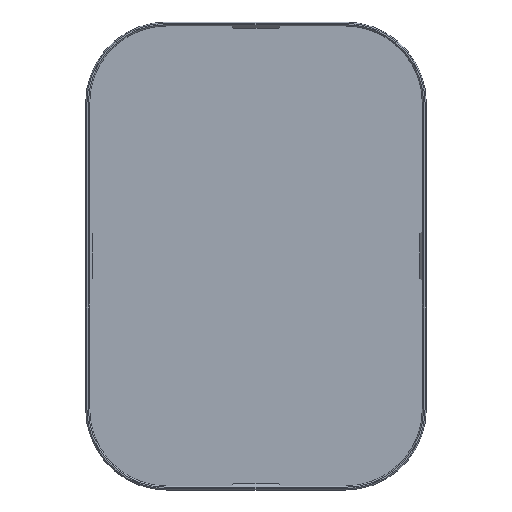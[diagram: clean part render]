
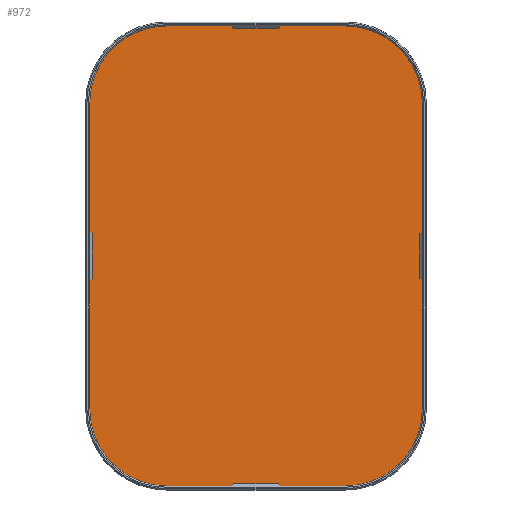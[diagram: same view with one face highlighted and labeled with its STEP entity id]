
A CAD part, top view. The second image highlights one B-rep face of the part: STEP entity #972.
In plain terms, the highlighted planar face has unit normal (0, 0, 1).
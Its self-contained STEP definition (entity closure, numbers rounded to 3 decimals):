
#36=CIRCLE('',#1004,31.4);
#37=CIRCLE('',#1007,31.4);
#54=CIRCLE('',#1066,31.4);
#55=CIRCLE('',#1069,31.4);
#126=FACE_OUTER_BOUND('',#190,.T.);
#190=EDGE_LOOP('',(#867,#868,#869,#870,#871,#872,#873,#874));
#210=LINE('',#1412,#314);
#217=LINE('',#1428,#321);
#288=LINE('',#1608,#392);
#292=LINE('',#1617,#396);
#314=VECTOR('',#1133,10.);
#321=VECTOR('',#1146,10.);
#392=VECTOR('',#1329,10.);
#396=VECTOR('',#1339,10.);
#415=VERTEX_POINT('',#1404);
#416=VERTEX_POINT('',#1406);
#417=VERTEX_POINT('',#1410);
#422=VERTEX_POINT('',#1422);
#423=VERTEX_POINT('',#1426);
#476=VERTEX_POINT('',#1607);
#477=VERTEX_POINT('',#1611);
#478=VERTEX_POINT('',#1615);
#504=EDGE_CURVE('',#416,#415,#36,.T.);
#507=EDGE_CURVE('',#415,#417,#210,.T.);
#513=EDGE_CURVE('',#417,#422,#37,.T.);
#515=EDGE_CURVE('',#422,#423,#217,.T.);
#602=EDGE_CURVE('',#476,#416,#288,.T.);
#605=EDGE_CURVE('',#423,#477,#54,.T.);
#607=EDGE_CURVE('',#477,#478,#292,.T.);
#608=EDGE_CURVE('',#478,#476,#55,.T.);
#867=ORIENTED_EDGE('',*,*,#602,.T.);
#868=ORIENTED_EDGE('',*,*,#504,.T.);
#869=ORIENTED_EDGE('',*,*,#507,.T.);
#870=ORIENTED_EDGE('',*,*,#513,.T.);
#871=ORIENTED_EDGE('',*,*,#515,.T.);
#872=ORIENTED_EDGE('',*,*,#605,.T.);
#873=ORIENTED_EDGE('',*,*,#607,.T.);
#874=ORIENTED_EDGE('',*,*,#608,.T.);
#913=PLANE('',#1073);
#972=ADVANCED_FACE('',(#126),#913,.T.);
#1004=AXIS2_PLACEMENT_3D('',#1407,#1127,#1128);
#1007=AXIS2_PLACEMENT_3D('',#1424,#1141,#1142);
#1066=AXIS2_PLACEMENT_3D('',#1613,#1334,#1335);
#1069=AXIS2_PLACEMENT_3D('',#1619,#1342,#1343);
#1073=AXIS2_PLACEMENT_3D('',#1625,#1352,#1353);
#1127=DIRECTION('center_axis',(0.,0.,1.));
#1128=DIRECTION('ref_axis',(0.,-1.,0.));
#1133=DIRECTION('',(0.,1.,0.));
#1141=DIRECTION('center_axis',(0.,0.,1.));
#1142=DIRECTION('ref_axis',(1.,0.,0.));
#1146=DIRECTION('',(-1.,0.,0.));
#1329=DIRECTION('',(1.,0.,0.));
#1334=DIRECTION('center_axis',(0.,0.,1.));
#1335=DIRECTION('ref_axis',(0.,1.,0.));
#1339=DIRECTION('',(0.,-1.,0.));
#1342=DIRECTION('center_axis',(0.,0.,1.));
#1343=DIRECTION('ref_axis',(-1.,0.,0.));
#1352=DIRECTION('center_axis',(0.,0.,1.));
#1353=DIRECTION('ref_axis',(1.,0.,0.));
#1404=CARTESIAN_POINT('',(67.9,-62.5,0.));
#1406=CARTESIAN_POINT('',(36.5,-93.9,0.));
#1407=CARTESIAN_POINT('Origin',(36.5,-62.5,0.));
#1410=CARTESIAN_POINT('',(67.9,62.5,0.));
#1412=CARTESIAN_POINT('',(67.9,31.25,0.));
#1422=CARTESIAN_POINT('',(36.5,93.9,0.));
#1424=CARTESIAN_POINT('Origin',(36.5,62.5,0.));
#1426=CARTESIAN_POINT('',(-36.5,93.9,0.));
#1428=CARTESIAN_POINT('',(-18.25,93.9,0.));
#1607=CARTESIAN_POINT('',(-36.5,-93.9,0.));
#1608=CARTESIAN_POINT('',(18.25,-93.9,0.));
#1611=CARTESIAN_POINT('',(-67.9,62.5,0.));
#1613=CARTESIAN_POINT('Origin',(-36.5,62.5,0.));
#1615=CARTESIAN_POINT('',(-67.9,-62.5,0.));
#1617=CARTESIAN_POINT('',(-67.9,-31.25,0.));
#1619=CARTESIAN_POINT('Origin',(-36.5,-62.5,0.));
#1625=CARTESIAN_POINT('Origin',(0.,0.,
0.));
